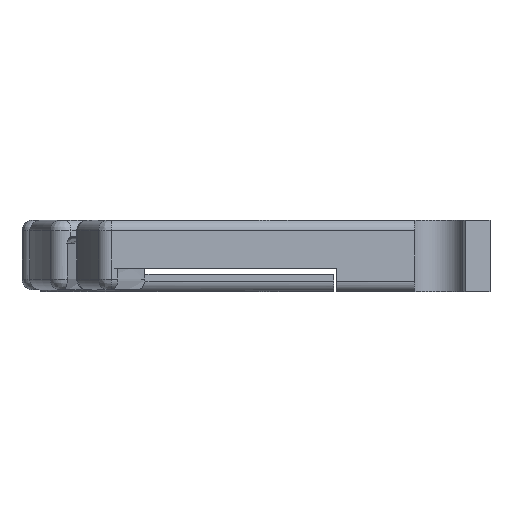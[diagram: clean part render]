
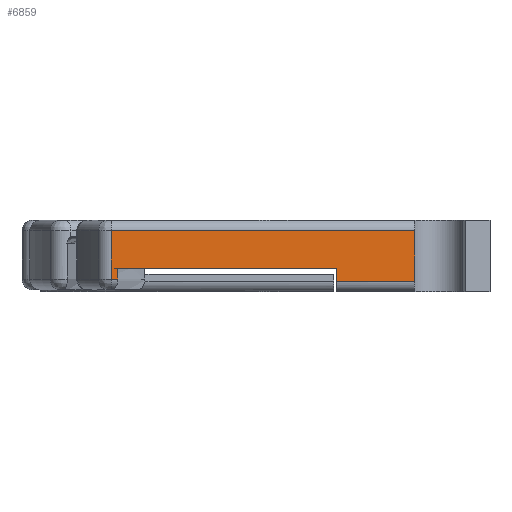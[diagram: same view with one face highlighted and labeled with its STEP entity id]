
A CAD part, left-side view. The second image highlights one B-rep face of the part: STEP entity #6859.
In plain terms, the highlighted planar face has unit normal (-0.997, -0.073, 0).
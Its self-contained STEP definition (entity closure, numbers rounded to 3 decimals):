
#342=PLANE('',#7617);
#664=FACE_OUTER_BOUND('',#1057,.T.);
#1057=EDGE_LOOP('',(#6074,#6075,#6076,#6077,#6078,#6079,#6080,#6081));
#1496=LINE('',#11891,#1997);
#1560=LINE('',#12604,#2061);
#1596=LINE('',#13031,#2097);
#1597=LINE('',#13035,#2098);
#1598=LINE('',#13037,#2099);
#1599=LINE('',#13038,#2100);
#1600=LINE('',#13040,#2101);
#1601=LINE('',#13041,#2102);
#1997=VECTOR('',#9201,10.);
#2061=VECTOR('',#9369,10.);
#2097=VECTOR('',#9547,10.);
#2098=VECTOR('',#9552,10.);
#2099=VECTOR('',#9553,10.);
#2100=VECTOR('',#9554,10.);
#2101=VECTOR('',#9555,10.);
#2102=VECTOR('',#9556,10.);
#3045=VERTEX_POINT('',#11881);
#3049=VERTEX_POINT('',#11889);
#3133=VERTEX_POINT('',#12601);
#3134=VERTEX_POINT('',#12603);
#3216=VERTEX_POINT('',#13030);
#3217=VERTEX_POINT('',#13034);
#3218=VERTEX_POINT('',#13036);
#3219=VERTEX_POINT('',#13039);
#3973=EDGE_CURVE('',#3045,#3049,#1496,.T.);
#4083=EDGE_CURVE('',#3133,#3134,#1560,.F.);
#4190=EDGE_CURVE('',#3216,#3045,#1596,.T.);
#4192=EDGE_CURVE('',#3049,#3217,#1597,.T.);
#4193=EDGE_CURVE('',#3217,#3218,#1598,.T.);
#4194=EDGE_CURVE('',#3218,#3134,#1599,.T.);
#4195=EDGE_CURVE('',#3133,#3219,#1600,.T.);
#4196=EDGE_CURVE('',#3219,#3216,#1601,.T.);
#6074=ORIENTED_EDGE('',*,*,#4190,.T.);
#6075=ORIENTED_EDGE('',*,*,#3973,.T.);
#6076=ORIENTED_EDGE('',*,*,#4192,.T.);
#6077=ORIENTED_EDGE('',*,*,#4193,.T.);
#6078=ORIENTED_EDGE('',*,*,#4194,.T.);
#6079=ORIENTED_EDGE('',*,*,#4083,.F.);
#6080=ORIENTED_EDGE('',*,*,#4195,.T.);
#6081=ORIENTED_EDGE('',*,*,#4196,.T.);
#6859=ADVANCED_FACE('',(#664),#342,.F.);
#7617=AXIS2_PLACEMENT_3D('',#13033,#9550,#9551);
#9201=DIRECTION('',(0.,0.,1.));
#9369=DIRECTION('',(0.,0.,1.));
#9547=DIRECTION('',(0.073,-0.997,0.));
#9550=DIRECTION('center_axis',(0.997,0.073,0.));
#9551=DIRECTION('ref_axis',(-0.073,0.997,0.));
#9552=DIRECTION('',(-0.073,0.997,0.));
#9553=DIRECTION('',(0.,0.,-1.));
#9554=DIRECTION('',(0.073,-0.997,0.));
#9555=DIRECTION('',(0.073,-0.997,0.));
#9556=DIRECTION('',(0.,0.,-1.));
#11881=CARTESIAN_POINT('',(73.997,-27.074,-3.15));
#11889=CARTESIAN_POINT('',(73.997,-27.074,0.55));
#11891=CARTESIAN_POINT('',(73.997,-27.074,0.));
#12601=CARTESIAN_POINT('',(72.389,-5.206,-2.2));
#12603=CARTESIAN_POINT('',(72.389,-5.206,-3.));
#12604=CARTESIAN_POINT('',(72.389,-5.206,0.));
#13030=CARTESIAN_POINT('',(73.574,-21.322,-3.15));
#13031=CARTESIAN_POINT('',(73.397,-18.919,-3.15));
#13033=CARTESIAN_POINT('Origin',(73.824,-24.722,0.));
#13034=CARTESIAN_POINT('',(72.354,-4.733,0.55));
#13035=CARTESIAN_POINT('',(73.397,-18.919,0.55));
#13036=CARTESIAN_POINT('',(72.354,-4.733,-3.));
#13037=CARTESIAN_POINT('',(72.354,-4.733,0.));
#13038=CARTESIAN_POINT('',(73.397,-18.919,-3.));
#13039=CARTESIAN_POINT('',(73.574,-21.322,-2.2));
#13040=CARTESIAN_POINT('',(73.397,-18.919,-2.2));
#13041=CARTESIAN_POINT('',(73.574,-21.322,0.));
